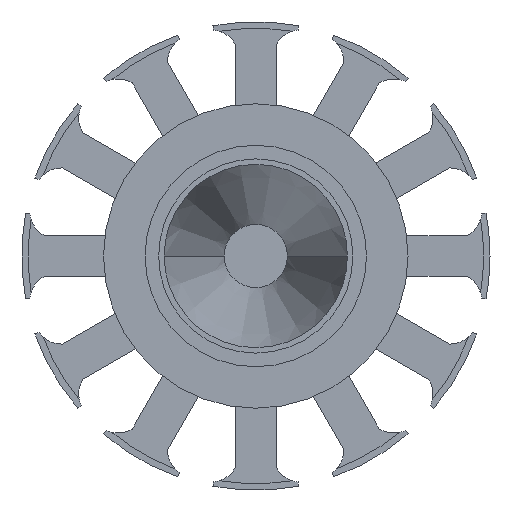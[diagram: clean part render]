
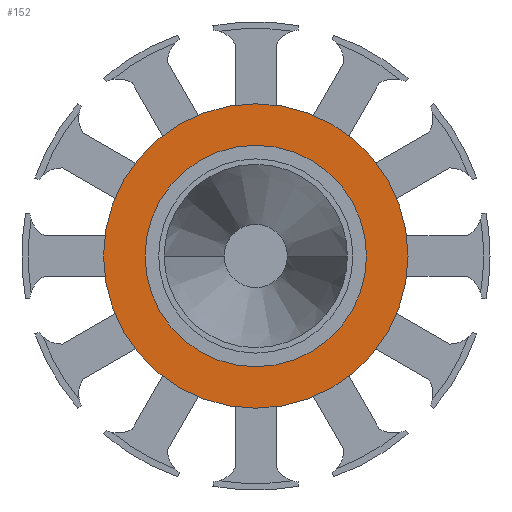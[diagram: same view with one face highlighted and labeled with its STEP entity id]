
A CAD part, front view. The second image highlights one B-rep face of the part: STEP entity #152.
In plain terms, the highlighted planar face has unit normal (0, -1, 0).
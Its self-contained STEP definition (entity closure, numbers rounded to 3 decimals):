
#132 = EDGE_CURVE ( 'NONE', #5610, #5975, #4400, .T. ) ;
#152 = ADVANCED_FACE ( 'NONE', ( #8662, #5785 ), #4677, .F. ) ;
#219 = EDGE_CURVE ( 'NONE', #5975, #5610, #6051, .T. ) ;
#373 = EDGE_CURVE ( 'NONE', #11253, #10322, #2903, .T. ) ;
#973 = AXIS2_PLACEMENT_3D ( 'NONE', #1053, #5421, #4518 ) ;
#1053 = CARTESIAN_POINT ( 'NONE',  ( 0., -54.089, 0. ) ) ;
#1368 = CARTESIAN_POINT ( 'NONE',  ( 0., -54.089, 0. ) ) ;
#1375 = CARTESIAN_POINT ( 'NONE',  ( 5., -54.089, 0. ) ) ;
#1748 = ORIENTED_EDGE ( 'NONE', *, *, #132, .F. ) ;
#1819 = ORIENTED_EDGE ( 'NONE', *, *, #373, .T. ) ;
#2066 = DIRECTION ( 'NONE',  ( 0., -1., 0. ) ) ;
#2903 = CIRCLE ( 'NONE', #5668, 11. ) ;
#3593 = CARTESIAN_POINT ( 'NONE',  ( -5., -54.089, 0. ) ) ;
#4400 = CIRCLE ( 'NONE', #6927, 5. ) ;
#4408 = CARTESIAN_POINT ( 'NONE',  ( 11., -54.089, 0. ) ) ;
#4518 = DIRECTION ( 'NONE',  ( -1., 0., 0. ) ) ;
#4604 = DIRECTION ( 'NONE',  ( 1., 0., 0. ) ) ;
#4677 = PLANE ( 'NONE',  #973 ) ;
#5421 = DIRECTION ( 'NONE',  ( 0., 1., 0. ) ) ;
#5603 = DIRECTION ( 'NONE',  ( 1., 0., 0. ) ) ;
#5610 = VERTEX_POINT ( 'NONE', #1375 ) ;
#5668 = AXIS2_PLACEMENT_3D ( 'NONE', #6788, #8645, #5889 ) ;
#5687 = ORIENTED_EDGE ( 'NONE', *, *, #6089, .T. ) ;
#5718 = EDGE_LOOP ( 'NONE', ( #1748, #7015 ) ) ;
#5785 = FACE_OUTER_BOUND ( 'NONE', #6991, .T. ) ;
#5889 = DIRECTION ( 'NONE',  ( 1., 0., 0. ) ) ;
#5975 = VERTEX_POINT ( 'NONE', #3593 ) ;
#6051 = CIRCLE ( 'NONE', #9269, 5. ) ;
#6089 = EDGE_CURVE ( 'NONE', #10322, #11253, #7766, .T. ) ;
#6301 = CARTESIAN_POINT ( 'NONE',  ( 0., -54.089, 0. ) ) ;
#6455 = DIRECTION ( 'NONE',  ( 1., 0., 0. ) ) ;
#6788 = CARTESIAN_POINT ( 'NONE',  ( 0., -54.089, 0. ) ) ;
#6927 = AXIS2_PLACEMENT_3D ( 'NONE', #6301, #2066, #4604 ) ;
#6991 = EDGE_LOOP ( 'NONE', ( #1819, #5687 ) ) ;
#7015 = ORIENTED_EDGE ( 'NONE', *, *, #219, .F. ) ;
#7287 = CARTESIAN_POINT ( 'NONE',  ( -11., -54.089, 0. ) ) ;
#7766 = CIRCLE ( 'NONE', #8980, 11. ) ;
#8190 = DIRECTION ( 'NONE',  ( 0., -1., 0. ) ) ;
#8253 = DIRECTION ( 'NONE',  ( 0., -1., 0. ) ) ;
#8645 = DIRECTION ( 'NONE',  ( 0., -1., 0. ) ) ;
#8662 = FACE_BOUND ( 'NONE', #5718, .T. ) ;
#8980 = AXIS2_PLACEMENT_3D ( 'NONE', #1368, #8253, #5603 ) ;
#9269 = AXIS2_PLACEMENT_3D ( 'NONE', #9937, #8190, #6455 ) ;
#9937 = CARTESIAN_POINT ( 'NONE',  ( 0., -54.089, 0. ) ) ;
#10322 = VERTEX_POINT ( 'NONE', #7287 ) ;
#11253 = VERTEX_POINT ( 'NONE', #4408 ) ;
